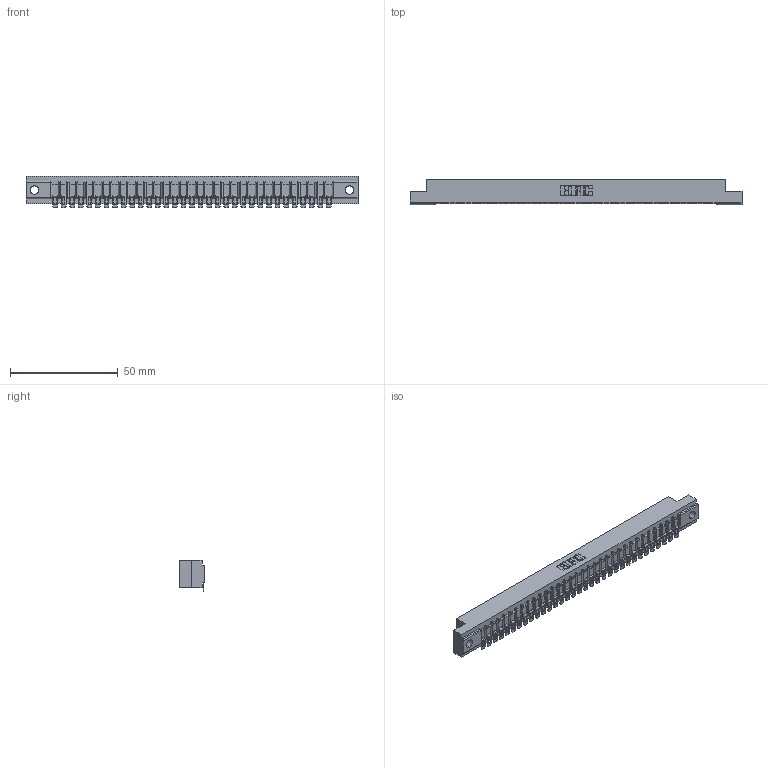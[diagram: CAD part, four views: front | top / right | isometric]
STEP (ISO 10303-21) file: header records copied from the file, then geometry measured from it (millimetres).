
FILE_DESCRIPTION (( 'STEP AP203' ), '1' );
FILE_NAME ('307-033-554-104.STEP', '2018-08-05T00:06:14', ( '' ), ( '' ), 'SwSTEP 2.0', 'SolidWorks 2016', '' );
FILE_SCHEMA (( 'CONFIG_CONTROL_DESIGN' ));
Length unit declared in the file: inch
Products named in the file (3): 307-033-554-104; 307 Part_.156 Dia Mounting Holes; 307-290-002_554
Assembly tree (34 placements, depth 2):
  307-033-554-104
    307 Part_.156 Dia Mounting Holes
    307-290-002_554  x33
Bounding box: 153.77 x 12.01 x 14.52 mm (x, y, z)
Volume: 16294.3 mm3; surface area: 20253.7 mm2
Topology: 34 solids, 34 shells, 2839 faces, 8708 edges, 5712 vertices
Faces by surface type: plane 1602, cylinder 1169, sphere 68
Entity records: 30783 total; most frequent: CARTESIAN_POINT 5196, ORIENTED_EDGE 5184, DIRECTION 5050, EDGE_CURVE 2592, VECTOR 1982, LINE 1982, VERTEX_POINT 1680, AXIS2_PLACEMENT_3D 1534
